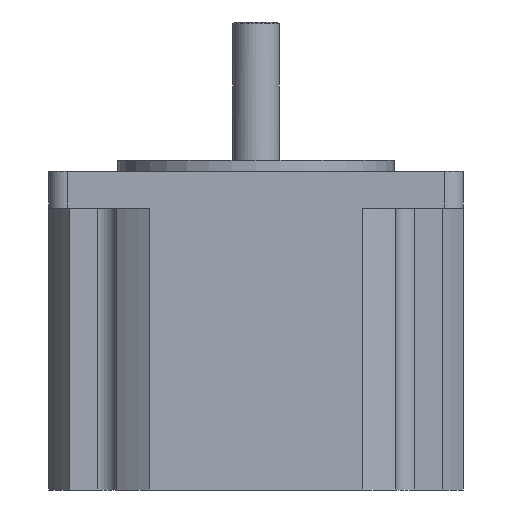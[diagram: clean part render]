
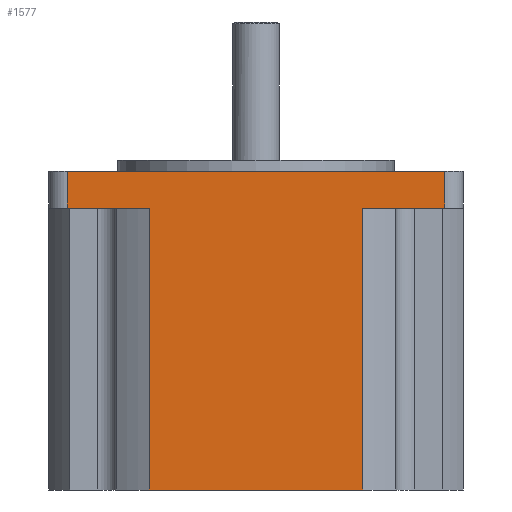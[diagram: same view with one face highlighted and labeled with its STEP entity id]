
A CAD part, front view. The second image highlights one B-rep face of the part: STEP entity #1577.
In plain terms, the highlighted planar face has unit normal (0, -1, 0).
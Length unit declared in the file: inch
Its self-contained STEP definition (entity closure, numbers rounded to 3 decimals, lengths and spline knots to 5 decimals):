
#505=CARTESIAN_POINT('',(0.57845,-1.125,0.0));
#506=VERTEX_POINT('',#505);
#507=CARTESIAN_POINT('',(0.57845,-1.125,1.53));
#508=VERTEX_POINT('',#507);
#509=CARTESIAN_POINT('',(0.57845,-1.125,0.0));
#510=DIRECTION('',(0.0,0.0,1.0));
#511=VECTOR('',#510,1.53);
#512=LINE('',#509,#511);
#513=EDGE_CURVE('',#506,#508,#512,.T.);
#673=CARTESIAN_POINT('',(-0.57845,-1.125,1.53));
#674=VERTEX_POINT('',#673);
#675=CARTESIAN_POINT('',(-0.57845,-1.125,0.0));
#676=VERTEX_POINT('',#675);
#677=CARTESIAN_POINT('',(-0.57845,-1.125,1.53));
#678=DIRECTION('',(0.0,0.0,-1.0));
#679=VECTOR('',#678,1.53);
#680=LINE('',#677,#679);
#681=EDGE_CURVE('',#674,#676,#680,.T.);
#746=CARTESIAN_POINT('',(-1.025,-1.125,1.53));
#747=VERTEX_POINT('',#746);
#748=CARTESIAN_POINT('',(-1.025,-1.125,1.53));
#749=DIRECTION('',(1.0,0.0,0.0));
#750=VECTOR('',#749,0.44655);
#751=LINE('',#748,#750);
#752=EDGE_CURVE('',#747,#674,#751,.T.);
#1025=CARTESIAN_POINT('',(-0.57845,-1.125,0.0));
#1026=DIRECTION('',(1.0,0.0,0.0));
#1027=VECTOR('',#1026,1.15689);
#1028=LINE('',#1025,#1027);
#1029=EDGE_CURVE('',#676,#506,#1028,.T.);
#1270=CARTESIAN_POINT('',(1.025,-1.125,1.53));
#1271=VERTEX_POINT('',#1270);
#1279=CARTESIAN_POINT('',(0.57845,-1.125,1.53));
#1280=DIRECTION('',(1.0,0.0,0.0));
#1281=VECTOR('',#1280,0.44655);
#1282=LINE('',#1279,#1281);
#1283=EDGE_CURVE('',#508,#1271,#1282,.T.);
#1532=CARTESIAN_POINT('',(1.025,-1.125,1.73));
#1533=VERTEX_POINT('',#1532);
#1541=CARTESIAN_POINT('',(1.025,-1.125,1.53));
#1542=DIRECTION('',(0.0,0.0,1.0));
#1543=VECTOR('',#1542,0.2);
#1544=LINE('',#1541,#1543);
#1545=EDGE_CURVE('',#1271,#1533,#1544,.T.);
#1550=CARTESIAN_POINT('',(1.025,-1.125,0.0));
#1551=DIRECTION('',(0.0,-1.0,0.0));
#1552=DIRECTION('',(0.0,0.0,-1.0));
#1553=AXIS2_PLACEMENT_3D('',#1550,#1551,#1552);
#1554=PLANE('',#1553);
#1555=ORIENTED_EDGE('',*,*,#681,.T.);
#1556=ORIENTED_EDGE('',*,*,#1029,.T.);
#1557=ORIENTED_EDGE('',*,*,#513,.T.);
#1558=ORIENTED_EDGE('',*,*,#1283,.T.);
#1559=ORIENTED_EDGE('',*,*,#1545,.T.);
#1560=CARTESIAN_POINT('',(-1.025,-1.125,1.73));
#1561=VERTEX_POINT('',#1560);
#1562=CARTESIAN_POINT('',(1.025,-1.125,1.73));
#1563=DIRECTION('',(-1.0,0.0,0.0));
#1564=VECTOR('',#1563,2.05);
#1565=LINE('',#1562,#1564);
#1566=EDGE_CURVE('',#1533,#1561,#1565,.T.);
#1567=ORIENTED_EDGE('',*,*,#1566,.T.);
#1568=CARTESIAN_POINT('',(-1.025,-1.125,1.53));
#1569=DIRECTION('',(0.0,0.0,1.0));
#1570=VECTOR('',#1569,0.2);
#1571=LINE('',#1568,#1570);
#1572=EDGE_CURVE('',#747,#1561,#1571,.T.);
#1573=ORIENTED_EDGE('',*,*,#1572,.F.);
#1574=ORIENTED_EDGE('',*,*,#752,.T.);
#1575=EDGE_LOOP('',(#1555,#1556,#1557,#1558,#1559,#1567,#1573,#1574));
#1576=FACE_OUTER_BOUND('',#1575,.T.);
#1577=ADVANCED_FACE('',(#1576),#1554,.T.);
